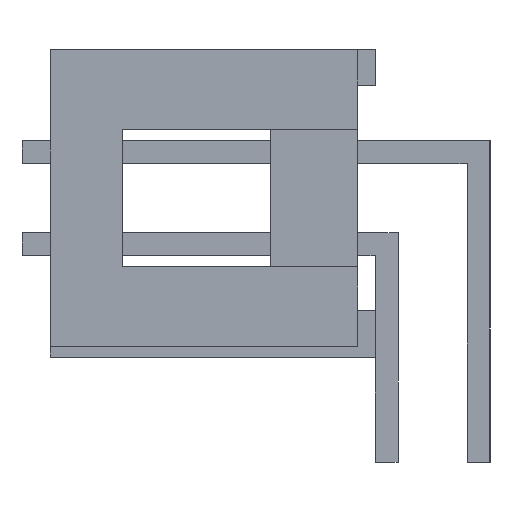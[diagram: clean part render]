
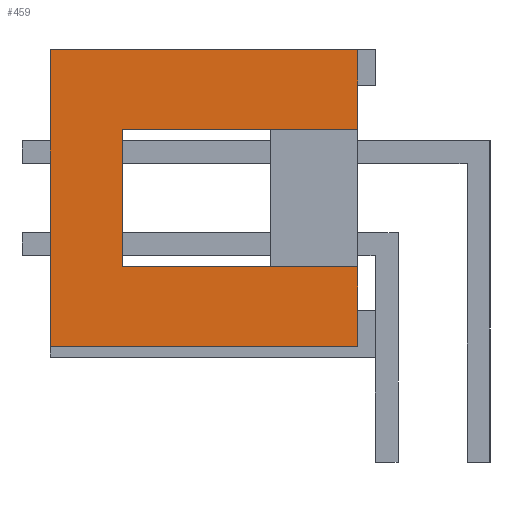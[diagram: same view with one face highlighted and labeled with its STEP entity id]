
A CAD part, left-side view. The second image highlights one B-rep face of the part: STEP entity #459.
In plain terms, the highlighted planar face has unit normal (-1, 0, 0).
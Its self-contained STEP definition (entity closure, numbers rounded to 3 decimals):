
#459=ADVANCED_FACE('',(#1347),#1348,.F.);
#1347=FACE_OUTER_BOUND('',#2235,.T.);
#1348=PLANE('',#2236);
#2235=EDGE_LOOP('',(#5596,#5597,#5598,#5599,#5600,#5601,#5602,#5603));
#2236=AXIS2_PLACEMENT_3D('',#5604,#5605,#5606);
#5596=ORIENTED_EDGE('',*,*,#6659,.T.);
#5597=ORIENTED_EDGE('',*,*,#5855,.F.);
#5598=ORIENTED_EDGE('',*,*,#6571,.F.);
#5599=ORIENTED_EDGE('',*,*,#6609,.T.);
#5600=ORIENTED_EDGE('',*,*,#6646,.F.);
#5601=ORIENTED_EDGE('',*,*,#5859,.F.);
#5602=ORIENTED_EDGE('',*,*,#6666,.T.);
#5603=ORIENTED_EDGE('',*,*,#6663,.T.);
#5604=CARTESIAN_POINT('',(-22.7,4.25,0.0));
#5605=DIRECTION('',(1.0,0.0,0.0));
#5606=DIRECTION('',(0.0,0.0,-1.0));
#5855=EDGE_CURVE('',#7146,#7148,#7149,.T.);
#5859=EDGE_CURVE('',#7154,#7156,#7157,.T.);
#6571=EDGE_CURVE('',#8294,#7146,#8296,.T.);
#6609=EDGE_CURVE('',#8294,#8357,#8359,.T.);
#6646=EDGE_CURVE('',#7156,#8357,#8410,.T.);
#6659=EDGE_CURVE('',#8427,#7148,#8428,.T.);
#6663=EDGE_CURVE('',#8434,#8427,#8435,.T.);
#6666=EDGE_CURVE('',#7154,#8434,#8438,.T.);
#7146=VERTEX_POINT('',#9165);
#7148=VERTEX_POINT('',#9168);
#7149=LINE('',#9169,#9170);
#7154=VERTEX_POINT('',#9177);
#7156=VERTEX_POINT('',#9180);
#7157=LINE('',#9181,#9182);
#8294=VERTEX_POINT('',#11029);
#8296=LINE('',#11032,#11033);
#8357=VERTEX_POINT('',#11130);
#8359=LINE('',#11133,#11134);
#8410=LINE('',#11221,#11222);
#8427=VERTEX_POINT('',#11251);
#8428=LINE('',#11252,#11253);
#8434=VERTEX_POINT('',#11262);
#8435=LINE('',#11263,#11264);
#8438=LINE('',#11269,#11270);
#9165=CARTESIAN_POINT('',(-22.7,0.0,4.1));
#9168=CARTESIAN_POINT('',(-22.7,0.0,1.9));
#9169=CARTESIAN_POINT('',(-22.7,0.0,0.0));
#9170=VECTOR('',#11527,1.0);
#9177=CARTESIAN_POINT('',(-22.7,0.0,-1.9));
#9180=CARTESIAN_POINT('',(-22.7,0.0,-4.1));
#9181=CARTESIAN_POINT('',(-22.7,0.0,0.0));
#9182=VECTOR('',#11531,1.0);
#11029=CARTESIAN_POINT('',(-22.7,8.5,4.1));
#11032=CARTESIAN_POINT('',(-22.7,4.25,4.1));
#11033=VECTOR('',#12243,1.0);
#11130=CARTESIAN_POINT('',(-22.7,8.5,-4.1));
#11133=CARTESIAN_POINT('',(-22.7,8.5,0.0));
#11134=VECTOR('',#12281,1.0);
#11221=CARTESIAN_POINT('',(-22.7,4.25,-4.1));
#11222=VECTOR('',#12318,1.0);
#11251=CARTESIAN_POINT('',(-22.7,6.5,1.9));
#11252=CARTESIAN_POINT('',(-22.7,3.375,1.9));
#11253=VECTOR('',#12331,1.0);
#11262=CARTESIAN_POINT('',(-22.7,6.5,-1.9));
#11263=CARTESIAN_POINT('',(-22.7,6.5,0.0));
#11264=VECTOR('',#12335,1.0);
#11269=CARTESIAN_POINT('',(-22.7,3.375,-1.9));
#11270=VECTOR('',#12338,1.0);
#11527=DIRECTION('',(0.0,0.0,-1.0));
#11531=DIRECTION('',(0.0,0.0,-1.0));
#12243=DIRECTION('',(0.0,-1.0,0.0));
#12281=DIRECTION('',(0.0,0.0,-1.0));
#12318=DIRECTION('',(0.0,1.0,0.0));
#12331=DIRECTION('',(0.0,-1.0,0.0));
#12335=DIRECTION('',(-0.0,0.0,1.0));
#12338=DIRECTION('',(0.0,1.0,0.0));
